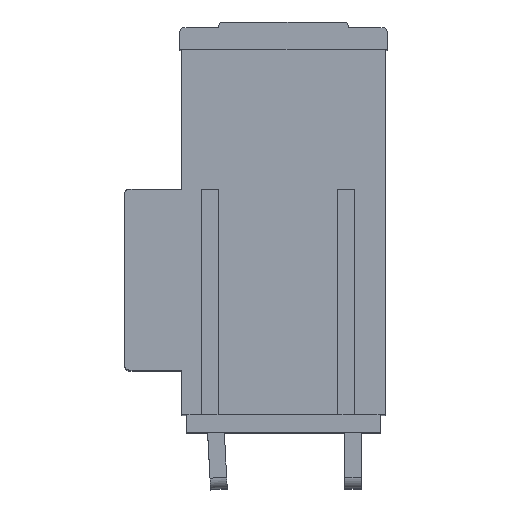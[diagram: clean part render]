
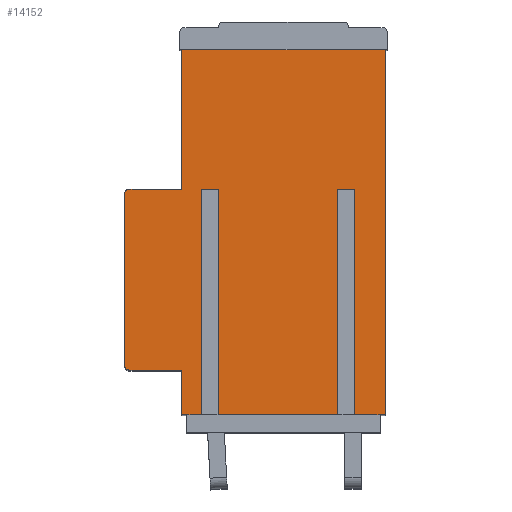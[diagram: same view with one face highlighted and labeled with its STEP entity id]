
A CAD part, top view. The second image highlights one B-rep face of the part: STEP entity #14152.
In plain terms, the highlighted planar face has unit normal (0, 0, 1).
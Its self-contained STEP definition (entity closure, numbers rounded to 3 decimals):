
#2556=DIRECTION('',(0.,1.,0.));
#2557=VECTOR('',#2556,3.2);
#2558=CARTESIAN_POINT('',(4.1,1.3,40.64));
#2559=LINE('',#2558,#2557);
#2568=DIRECTION('',(-1.,0.,0.));
#2569=VECTOR('',#2568,3.8);
#2570=CARTESIAN_POINT('',(4.1,4.5,40.64));
#2571=LINE('',#2570,#2569);
#2588=DIRECTION('',(0.,1.,0.));
#2589=VECTOR('',#2588,12.4);
#2590=CARTESIAN_POINT('',(0.,4.8,40.64));
#2591=LINE('',#2590,#2589);
#2796=DIRECTION('',(1.,0.,0.));
#2797=VECTOR('',#2796,3.8);
#2798=CARTESIAN_POINT('',(0.3,17.5,40.64));
#2799=LINE('',#2798,#2797);
#2812=DIRECTION('',(0.,1.,0.));
#2813=VECTOR('',#2812,10.);
#2814=CARTESIAN_POINT('',(4.1,17.5,40.64));
#2815=LINE('',#2814,#2813);
#4356=DIRECTION('',(0.,-1.,0.));
#4357=VECTOR('',#4356,26.2);
#4358=CARTESIAN_POINT('',(18.7,27.5,40.64));
#4359=LINE('',#4358,#4357);
#4364=DIRECTION('',(1.,0.,0.));
#4365=VECTOR('',#4364,8.58);
#4366=CARTESIAN_POINT('',(6.71,1.3,40.64));
#4367=LINE('',#4366,#4365);
#4368=DIRECTION('',(0.,1.,0.));
#4369=VECTOR('',#4368,16.2);
#4370=CARTESIAN_POINT('',(5.49,1.3,40.64));
#4371=LINE('',#4370,#4369);
#4372=DIRECTION('',(1.,0.,0.));
#4373=VECTOR('',#4372,1.39);
#4374=CARTESIAN_POINT('',(4.1,1.3,40.64));
#4375=LINE('',#4374,#4373);
#4376=CARTESIAN_POINT('',(0.3,4.8,40.64));
#4377=DIRECTION('',(0.,0.,1.));
#4378=DIRECTION('',(-1.,0.,0.));
#4379=AXIS2_PLACEMENT_3D('',#4376,#4377,#4378);
#4381=CARTESIAN_POINT('',(0.3,17.2,40.64));
#4382=DIRECTION('',(0.,0.,1.));
#4383=DIRECTION('',(0.,1.,0.));
#4384=AXIS2_PLACEMENT_3D('',#4381,#4382,#4383);
#4386=DIRECTION('',(1.,0.,0.));
#4387=VECTOR('',#4386,2.19);
#4388=CARTESIAN_POINT('',(16.51,1.3,40.64));
#4389=LINE('',#4388,#4387);
#4390=DIRECTION('',(0.,1.,0.));
#4391=VECTOR('',#4390,16.2);
#4392=CARTESIAN_POINT('',(6.71,1.3,40.64));
#4393=LINE('',#4392,#4391);
#4418=DIRECTION('',(-1.,0.,0.));
#4419=VECTOR('',#4418,1.22);
#4420=CARTESIAN_POINT('',(6.71,17.5,40.64));
#4421=LINE('',#4420,#4419);
#4426=DIRECTION('',(1.,0.,0.));
#4427=VECTOR('',#4426,14.6);
#4428=CARTESIAN_POINT('',(4.1,27.5,40.64));
#4429=LINE('',#4428,#4427);
#4466=DIRECTION('',(0.,1.,0.));
#4467=VECTOR('',#4466,16.2);
#4468=CARTESIAN_POINT('',(16.51,1.3,40.64));
#4469=LINE('',#4468,#4467);
#4478=DIRECTION('',(0.,-1.,0.));
#4479=VECTOR('',#4478,16.2);
#4480=CARTESIAN_POINT('',(15.29,17.5,40.64));
#4481=LINE('',#4480,#4479);
#4498=DIRECTION('',(-1.,0.,0.));
#4499=VECTOR('',#4498,1.22);
#4500=CARTESIAN_POINT('',(16.51,17.5,40.64));
#4501=LINE('',#4500,#4499);
#8370=CARTESIAN_POINT('',(4.1,1.3,40.64));
#8371=CARTESIAN_POINT('',(5.49,1.3,40.64));
#8372=VERTEX_POINT('',#8370);
#8373=VERTEX_POINT('',#8371);
#8374=CARTESIAN_POINT('',(16.51,1.3,40.64));
#8375=CARTESIAN_POINT('',(18.7,1.3,40.64));
#8376=VERTEX_POINT('',#8374);
#8377=VERTEX_POINT('',#8375);
#8382=CARTESIAN_POINT('',(15.29,1.3,40.64));
#8383=VERTEX_POINT('',#8382);
#8384=CARTESIAN_POINT('',(6.71,1.3,40.64));
#8385=VERTEX_POINT('',#8384);
#8400=CARTESIAN_POINT('',(5.49,17.5,40.64));
#8401=VERTEX_POINT('',#8400);
#8402=CARTESIAN_POINT('',(15.29,17.5,40.64));
#8403=VERTEX_POINT('',#8402);
#8404=CARTESIAN_POINT('',(16.51,17.5,40.64));
#8405=VERTEX_POINT('',#8404);
#8406=CARTESIAN_POINT('',(18.7,27.5,40.64));
#8407=VERTEX_POINT('',#8406);
#8408=CARTESIAN_POINT('',(4.1,27.5,40.64));
#8409=VERTEX_POINT('',#8408);
#8410=CARTESIAN_POINT('',(4.1,17.5,40.64));
#8411=VERTEX_POINT('',#8410);
#8412=CARTESIAN_POINT('',(0.3,17.5,40.64));
#8413=VERTEX_POINT('',#8412);
#8414=CARTESIAN_POINT('',(0.,17.2,40.64));
#8415=VERTEX_POINT('',#8414);
#8416=CARTESIAN_POINT('',(0.,4.8,40.64));
#8417=VERTEX_POINT('',#8416);
#8418=CARTESIAN_POINT('',(0.3,4.5,40.64));
#8419=VERTEX_POINT('',#8418);
#8420=CARTESIAN_POINT('',(4.1,4.5,40.64));
#8421=VERTEX_POINT('',#8420);
#8422=CARTESIAN_POINT('',(6.71,17.5,40.64));
#8423=VERTEX_POINT('',#8422);
#14120=CARTESIAN_POINT('',(9.35,14.4,40.64));
#14121=DIRECTION('',(0.,0.,1.));
#14122=DIRECTION('',(-1.,0.,0.));
#14123=AXIS2_PLACEMENT_3D('',#14120,#14121,#14122);
#14124=PLANE('',#14123);
#14125=ORIENTED_EDGE('',*,*,#9801,.F.);
#14127=ORIENTED_EDGE('',*,*,#14126,.T.);
#14129=ORIENTED_EDGE('',*,*,#14128,.T.);
#14131=ORIENTED_EDGE('',*,*,#14130,.F.);
#14132=ORIENTED_EDGE('',*,*,#9793,.F.);
#14133=ORIENTED_EDGE('',*,*,#11749,.T.);
#14134=ORIENTED_EDGE('',*,*,#11763,.T.);
#14135=ORIENTED_EDGE('',*,*,#11777,.F.);
#14136=ORIENTED_EDGE('',*,*,#11791,.T.);
#14137=ORIENTED_EDGE('',*,*,#12117,.F.);
#14138=ORIENTED_EDGE('',*,*,#12131,.T.);
#14139=ORIENTED_EDGE('',*,*,#12147,.T.);
#14141=ORIENTED_EDGE('',*,*,#14140,.T.);
#14142=ORIENTED_EDGE('',*,*,#14109,.T.);
#14143=ORIENTED_EDGE('',*,*,#9809,.F.);
#14145=ORIENTED_EDGE('',*,*,#14144,.T.);
#14147=ORIENTED_EDGE('',*,*,#14146,.T.);
#14149=ORIENTED_EDGE('',*,*,#14148,.T.);
#14150=EDGE_LOOP('',(#14125,#14127,#14129,#14131,#14132,#14133,#14134,#14135,
#14136,#14137,#14138,#14139,#14141,#14142,#14143,#14145,#14147,#14149));
#14151=FACE_OUTER_BOUND('',#14150,.F.);
#4380=CIRCLE('',#4379,0.3);
#4385=CIRCLE('',#4384,0.3);
#9793=EDGE_CURVE('',#8372,#8373,#4375,.T.);
#9801=EDGE_CURVE('',#8385,#8383,#4367,.T.);
#9809=EDGE_CURVE('',#8376,#8377,#4389,.T.);
#11749=EDGE_CURVE('',#8372,#8421,#2559,.T.);
#11763=EDGE_CURVE('',#8421,#8419,#2571,.T.);
#11777=EDGE_CURVE('',#8417,#8419,#4380,.T.);
#11791=EDGE_CURVE('',#8417,#8415,#2591,.T.);
#12117=EDGE_CURVE('',#8413,#8415,#4385,.T.);
#12131=EDGE_CURVE('',#8413,#8411,#2799,.T.);
#12147=EDGE_CURVE('',#8411,#8409,#2815,.T.);
#14109=EDGE_CURVE('',#8407,#8377,#4359,.T.);
#14126=EDGE_CURVE('',#8385,#8423,#4393,.T.);
#14128=EDGE_CURVE('',#8423,#8401,#4421,.T.);
#14130=EDGE_CURVE('',#8373,#8401,#4371,.T.);
#14140=EDGE_CURVE('',#8409,#8407,#4429,.T.);
#14144=EDGE_CURVE('',#8376,#8405,#4469,.T.);
#14146=EDGE_CURVE('',#8405,#8403,#4501,.T.);
#14148=EDGE_CURVE('',#8403,#8383,#4481,.T.);
#14152=ADVANCED_FACE('',(#14151),#14124,.T.);
